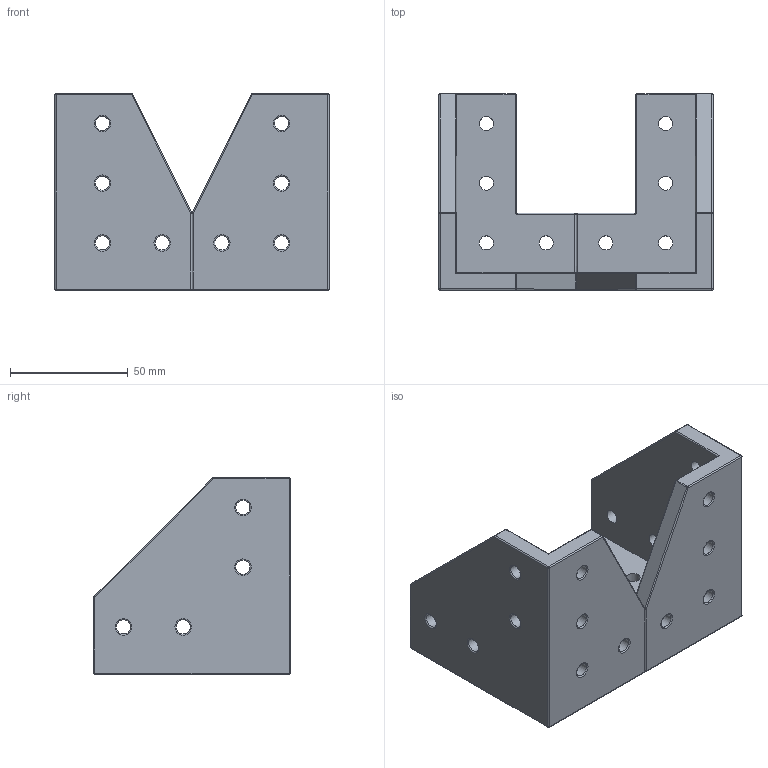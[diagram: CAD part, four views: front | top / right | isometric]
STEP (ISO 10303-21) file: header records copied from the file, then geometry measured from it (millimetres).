
FILE_DESCRIPTION(/* description */ ('STEP AP242','CAx-IF Rec.Pracs.---Representation and Presentation of Product Manufacturing Information (PMI)---4.0---2014-10-13','CAx-IF Rec.Pracs.---3D Tessellated Geometry---0.4---2014-09-14','2;1'),/* implementation_level */ '2;1');
FILE_NAME(/* name */ '67ae9fdd9ad5e62a100195b4',/* time_stamp */ '2025-02-14T01:43:57Z',/* author */ (''),/* organization */ (''),/* preprocessor_version */ 'ST-DEVELOPER v20',/* originating_system */ 'ONSHAPE BY PTC INC, 1.193',/* authorisation */ ' ');
FILE_SCHEMA (('AP242_MANAGED_MODEL_BASED_3D_ENGINEERING_MIM_LF { 1 0 10303 442 1 1 4 }'));
Length unit declared in the file: metre
Products named in the file (2): Part 1; Part 2
Bounding box: 116.6 x 83.7 x 83.7 mm (x, y, z)
Volume: 173321 mm3; surface area: 54926.9 mm2
Topology: 2 solids, 2 shells, 170 faces, 396 edges, 198 vertices
Faces by surface type: cylinder 84, sphere 32, torus 28, plane 26
Full cylindrical faces by diameter (mm): 6 x24
Entity records: 4409 total; most frequent: DIRECTION 850, CARTESIAN_POINT 686, ORIENTED_EDGE 632, AXIS2_PLACEMENT_3D 362, EDGE_CURVE 316, EDGE_LOOP 266, FACE_BOUND 266, VERTEX_POINT 198
